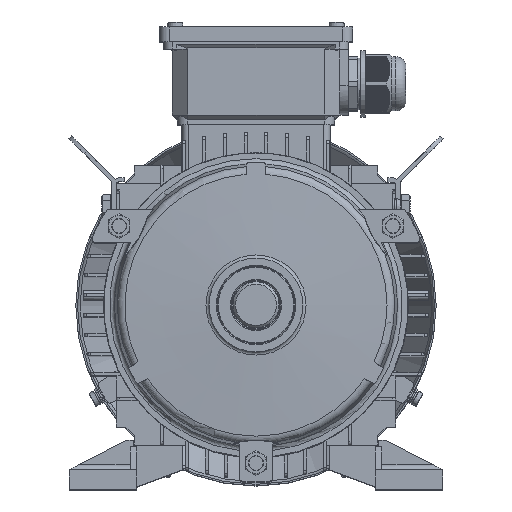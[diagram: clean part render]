
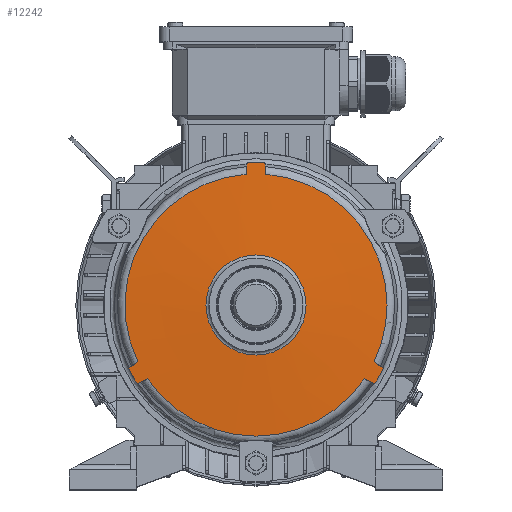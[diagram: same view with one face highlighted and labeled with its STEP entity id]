
A CAD part, top view. The second image highlights one B-rep face of the part: STEP entity #12242.
In plain terms, the highlighted conical face has half-angle 87 degrees and reference radius 30.395 mm.
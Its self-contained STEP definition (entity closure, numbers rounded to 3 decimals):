
#1102=CONICAL_SURFACE('',#98753,30.395,87.);
#2003=B_SPLINE_CURVE_WITH_KNOTS('',3,(#152768,#152769,#152770,#152771),
 .UNSPECIFIED.,.F.,.F.,(4,4),(0.,1.),.UNSPECIFIED.);
#2004=B_SPLINE_CURVE_WITH_KNOTS('',3,(#152775,#152776,#152777,#152778),
 .UNSPECIFIED.,.F.,.F.,(4,4),(0.,1.),.UNSPECIFIED.);
#2005=B_SPLINE_CURVE_WITH_KNOTS('',3,(#152782,#152783,#152784,#152785),
 .UNSPECIFIED.,.F.,.F.,(4,4),(0.,1.),.UNSPECIFIED.);
#2006=B_SPLINE_CURVE_WITH_KNOTS('',3,(#152789,#152790,#152791,#152792),
 .UNSPECIFIED.,.F.,.F.,(4,4),(0.,1.),.UNSPECIFIED.);
#2007=B_SPLINE_CURVE_WITH_KNOTS('',3,(#152793,#152794,#152795,#152796),
 .UNSPECIFIED.,.F.,.F.,(4,4),(0.,1.),.UNSPECIFIED.);
#2008=B_SPLINE_CURVE_WITH_KNOTS('',3,(#152800,#152801,#152802,#152803),
 .UNSPECIFIED.,.F.,.F.,(4,4),(0.,1.),.UNSPECIFIED.);
#12242=ADVANCED_FACE('',(#21463,#21464),#1102,.T.);
#19697=CIRCLE('',#98629,79.625);
#19699=CIRCLE('',#98632,79.625);
#19777=CIRCLE('',#98747,30.395);
#19778=CIRCLE('',#98749,86.5);
#19779=CIRCLE('',#98750,79.625);
#19780=CIRCLE('',#98751,86.5);
#19781=CIRCLE('',#98752,86.5);
#21463=FACE_BOUND('',#26073,.T.);
#21464=FACE_BOUND('',#26074,.T.);
#26073=EDGE_LOOP('',(#46142,#46143,#46144,#46145,#46146,#46147,#46148,#46149,
#46150,#46151,#46152,#46153));
#26074=EDGE_LOOP('',(#46154));
#46142=ORIENTED_EDGE('',*,*,#72503,.F.);
#46143=ORIENTED_EDGE('',*,*,#72674,.F.);
#46144=ORIENTED_EDGE('',*,*,#72675,.T.);
#46145=ORIENTED_EDGE('',*,*,#72676,.T.);
#46146=ORIENTED_EDGE('',*,*,#72677,.F.);
#46147=ORIENTED_EDGE('',*,*,#72678,.F.);
#46148=ORIENTED_EDGE('',*,*,#72679,.T.);
#46149=ORIENTED_EDGE('',*,*,#72680,.T.);
#46150=ORIENTED_EDGE('',*,*,#72498,.F.);
#46151=ORIENTED_EDGE('',*,*,#72681,.F.);
#46152=ORIENTED_EDGE('',*,*,#72682,.T.);
#46153=ORIENTED_EDGE('',*,*,#72683,.T.);
#46154=ORIENTED_EDGE('',*,*,#72673,.T.);
#60591=VERTEX_POINT('',#151820);
#60592=VERTEX_POINT('',#151822);
#60595=VERTEX_POINT('',#151853);
#60596=VERTEX_POINT('',#151855);
#60725=VERTEX_POINT('',#152766);
#60726=VERTEX_POINT('',#152772);
#60727=VERTEX_POINT('',#152774);
#60728=VERTEX_POINT('',#152779);
#60729=VERTEX_POINT('',#152781);
#60730=VERTEX_POINT('',#152786);
#60731=VERTEX_POINT('',#152788);
#60732=VERTEX_POINT('',#152797);
#60733=VERTEX_POINT('',#152799);
#72498=EDGE_CURVE('',#60591,#60592,#19697,.T.);
#72503=EDGE_CURVE('',#60595,#60596,#19699,.T.);
#72673=EDGE_CURVE('',#60725,#60725,#19777,.T.);
#72674=EDGE_CURVE('',#60726,#60595,#2003,.T.);
#72675=EDGE_CURVE('',#60726,#60727,#19778,.T.);
#72676=EDGE_CURVE('',#60727,#60728,#2004,.T.);
#72677=EDGE_CURVE('',#60729,#60728,#19779,.T.);
#72678=EDGE_CURVE('',#60730,#60729,#2005,.T.);
#72679=EDGE_CURVE('',#60730,#60731,#19780,.T.);
#72680=EDGE_CURVE('',#60731,#60592,#2006,.T.);
#72681=EDGE_CURVE('',#60732,#60591,#2007,.T.);
#72682=EDGE_CURVE('',#60732,#60733,#19781,.T.);
#72683=EDGE_CURVE('',#60733,#60596,#2008,.T.);
#98629=AXIS2_PLACEMENT_3D('',#151821,#118482,#118483);
#98632=AXIS2_PLACEMENT_3D('',#151854,#118488,#118489);
#98747=AXIS2_PLACEMENT_3D('',#152765,#118738,#118739);
#98749=AXIS2_PLACEMENT_3D('',#152773,#118742,#118743);
#98750=AXIS2_PLACEMENT_3D('',#152780,#118744,#118745);
#98751=AXIS2_PLACEMENT_3D('',#152787,#118746,#118747);
#98752=AXIS2_PLACEMENT_3D('',#152798,#118748,#118749);
#98753=AXIS2_PLACEMENT_3D('',#152804,#118750,#118751);
#118482=DIRECTION('',(0.,0.,-1.));
#118483=DIRECTION('',(1.,0.,0.));
#118488=DIRECTION('',(0.,0.,-1.));
#118489=DIRECTION('',(1.,0.,0.));
#118738=DIRECTION('',(0.,0.,-1.));
#118739=DIRECTION('',(1.,0.,0.));
#118742=DIRECTION('',(0.,0.,1.));
#118743=DIRECTION('',(-0.5,-0.866,0.));
#118744=DIRECTION('',(0.,0.,-1.));
#118745=DIRECTION('',(1.,0.,0.));
#118746=DIRECTION('',(0.,0.,1.));
#118747=DIRECTION('',(1.,0.,0.));
#118748=DIRECTION('',(0.,0.,1.));
#118749=DIRECTION('',(-0.5,0.866,0.));
#118750=DIRECTION('',(0.,0.,-1.));
#118751=DIRECTION('',(1.,0.,0.));
#151820=CARTESIAN_POINT('',(-71.761,-34.503,236.321));
#151821=CARTESIAN_POINT('',(0.,0.,236.321));
#151822=CARTESIAN_POINT('',(-6.,79.399,236.321));
#151853=CARTESIAN_POINT('',(65.761,-44.896,236.321));
#151854=CARTESIAN_POINT('',(0.,0.,236.321));
#151855=CARTESIAN_POINT('',(-65.761,-44.896,236.321));
#152765=CARTESIAN_POINT('',(0.,0.,238.901));
#152766=CARTESIAN_POINT('',(30.395,0.,238.901));
#152768=CARTESIAN_POINT('',(72.083,-47.815,235.96));
#152769=CARTESIAN_POINT('',(69.976,-46.842,236.081));
#152770=CARTESIAN_POINT('',(67.869,-45.869,236.201));
#152771=CARTESIAN_POINT('',(65.761,-44.896,236.321));
#152772=CARTESIAN_POINT('',(72.083,-47.815,235.96));
#152773=CARTESIAN_POINT('',(0.,0.,235.96));
#152774=CARTESIAN_POINT('',(77.451,-38.518,235.96));
#152775=CARTESIAN_POINT('',(77.451,-38.518,235.96));
#152776=CARTESIAN_POINT('',(75.554,-37.18,236.081));
#152777=CARTESIAN_POINT('',(73.658,-35.842,236.201));
#152778=CARTESIAN_POINT('',(71.761,-34.503,236.321));
#152779=CARTESIAN_POINT('',(71.761,-34.503,236.321));
#152780=CARTESIAN_POINT('',(0.,0.,236.321));
#152781=CARTESIAN_POINT('',(6.,79.399,236.321));
#152782=CARTESIAN_POINT('',(5.367,86.333,235.96));
#152783=CARTESIAN_POINT('',(5.578,84.022,236.081));
#152784=CARTESIAN_POINT('',(5.789,81.71,236.201));
#152785=CARTESIAN_POINT('',(6.,79.399,236.321));
#152786=CARTESIAN_POINT('',(5.367,86.333,235.96));
#152787=CARTESIAN_POINT('',(0.,0.,235.96));
#152788=CARTESIAN_POINT('',(-5.367,86.333,235.96));
#152789=CARTESIAN_POINT('',(-5.367,86.333,235.96));
#152790=CARTESIAN_POINT('',(-5.578,84.022,236.081));
#152791=CARTESIAN_POINT('',(-5.789,81.71,236.201));
#152792=CARTESIAN_POINT('',(-6.,79.399,236.321));
#152793=CARTESIAN_POINT('',(-77.451,-38.518,235.96));
#152794=CARTESIAN_POINT('',(-75.554,-37.18,236.081));
#152795=CARTESIAN_POINT('',(-73.658,-35.842,236.201));
#152796=CARTESIAN_POINT('',(-71.761,-34.503,236.321));
#152797=CARTESIAN_POINT('',(-77.451,-38.518,235.96));
#152798=CARTESIAN_POINT('',(0.,0.,235.96));
#152799=CARTESIAN_POINT('',(-72.083,-47.815,235.96));
#152800=CARTESIAN_POINT('',(-72.083,-47.815,235.96));
#152801=CARTESIAN_POINT('',(-69.976,-46.842,236.081));
#152802=CARTESIAN_POINT('',(-67.869,-45.869,236.201));
#152803=CARTESIAN_POINT('',(-65.761,-44.896,236.321));
#152804=CARTESIAN_POINT('',(0.,0.,238.901));
